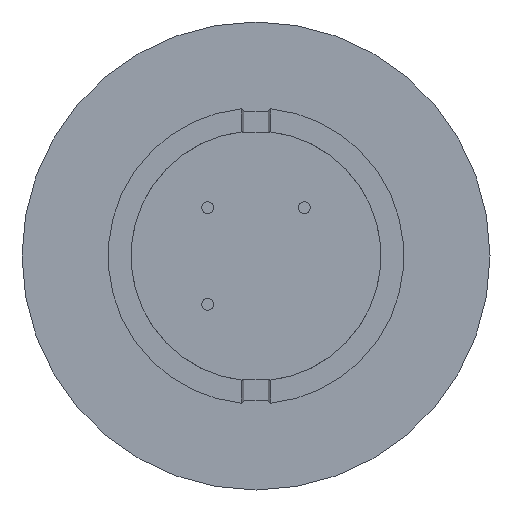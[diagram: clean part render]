
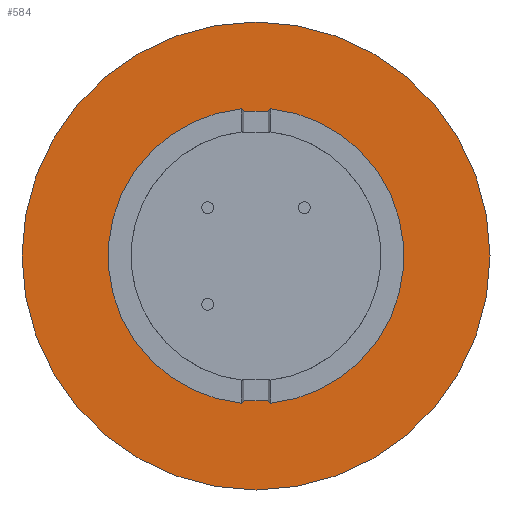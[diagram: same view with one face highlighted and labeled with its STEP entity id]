
A CAD part, front view. The second image highlights one B-rep face of the part: STEP entity #584.
In plain terms, the highlighted planar face has unit normal (0, -1, 0).
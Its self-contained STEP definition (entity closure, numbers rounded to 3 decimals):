
#117 = DIRECTION ( 'NONE',  ( 0., 0., 1. ) ) ;
#118 = DIRECTION ( 'NONE',  ( 0., 1., 0. ) ) ;
#119 = CARTESIAN_POINT ( 'NONE',  ( 0., 8.6, 0. ) ) ;
#120 = AXIS2_PLACEMENT_3D ( 'NONE', #119, #118, #117 ) ;
#121 = CIRCLE ( 'NONE', #120, 4.915 ) ;
#153 = CARTESIAN_POINT ( 'NONE',  ( 0., 8.6, -8.7 ) ) ;
#154 = CARTESIAN_POINT ( 'NONE',  ( 0., 8.6, 8.7 ) ) ;
#155 = DIRECTION ( 'NONE',  ( 0., 0., 1. ) ) ;
#156 = DIRECTION ( 'NONE',  ( 0., 1., 0. ) ) ;
#157 = CARTESIAN_POINT ( 'NONE',  ( 0., 8.6, 0. ) ) ;
#158 = AXIS2_PLACEMENT_3D ( 'NONE', #157, #156, #155 ) ;
#159 = CIRCLE ( 'NONE', #158, 8.7 ) ;
#212 = CARTESIAN_POINT ( 'NONE',  ( 0., 8.6, -4.915 ) ) ;
#219 = CARTESIAN_POINT ( 'NONE',  ( 0., 8.6, 4.915 ) ) ;
#220 = DIRECTION ( 'NONE',  ( 0., 0., 1. ) ) ;
#221 = DIRECTION ( 'NONE',  ( 0., 1., 0. ) ) ;
#222 = AXIS2_PLACEMENT_3D ( 'NONE', #229, #221, #220 ) ;
#223 = CIRCLE ( 'NONE', #222, 4.915 ) ;
#229 = CARTESIAN_POINT ( 'NONE',  ( 0., 8.6, 0. ) ) ;
#310 = CIRCLE ( 'NONE', #368, 8.7 ) ;
#365 = DIRECTION ( 'NONE',  ( 0., 0., 1. ) ) ;
#366 = DIRECTION ( 'NONE',  ( 0., 1., 0. ) ) ;
#367 = CARTESIAN_POINT ( 'NONE',  ( 0., 8.6, 0. ) ) ;
#368 = AXIS2_PLACEMENT_3D ( 'NONE', #367, #366, #365 ) ;
#579 = EDGE_LOOP ( 'NONE', ( #779, #777 ) ) ;
#580 = ORIENTED_EDGE ( 'NONE', *, *, #667, .T. ) ;
#581 = ORIENTED_EDGE ( 'NONE', *, *, #734, .T. ) ;
#583 = EDGE_LOOP ( 'NONE', ( #580, #581 ) ) ;
#584 = ADVANCED_FACE ( 'NONE', ( #870, #864 ), #863, .T. ) ;
#667 = EDGE_CURVE ( 'NONE', #704, #735, #121, .T. ) ;
#699 = EDGE_CURVE ( 'NONE', #700, #701, #159, .T. ) ;
#700 = VERTEX_POINT ( 'NONE', #154 ) ;
#701 = VERTEX_POINT ( 'NONE', #153 ) ;
#704 = VERTEX_POINT ( 'NONE', #212 ) ;
#734 = EDGE_CURVE ( 'NONE', #735, #704, #223, .T. ) ;
#735 = VERTEX_POINT ( 'NONE', #219 ) ;
#777 = ORIENTED_EDGE ( 'NONE', *, *, #778, .F. ) ;
#778 = EDGE_CURVE ( 'NONE', #701, #700, #310, .T. ) ;
#779 = ORIENTED_EDGE ( 'NONE', *, *, #699, .F. ) ;
#863 = PLANE ( 'NONE',  #908 ) ;
#864 = FACE_OUTER_BOUND ( 'NONE', #579, .T. ) ;
#870 = FACE_BOUND ( 'NONE', #583, .T. ) ;
#905 = DIRECTION ( 'NONE',  ( 0., 0., -1. ) ) ;
#906 = DIRECTION ( 'NONE',  ( 0., -1., 0. ) ) ;
#907 = CARTESIAN_POINT ( 'NONE',  ( -4.915, 8.6, 0. ) ) ;
#908 = AXIS2_PLACEMENT_3D ( 'NONE', #907, #906, #905 ) ;
